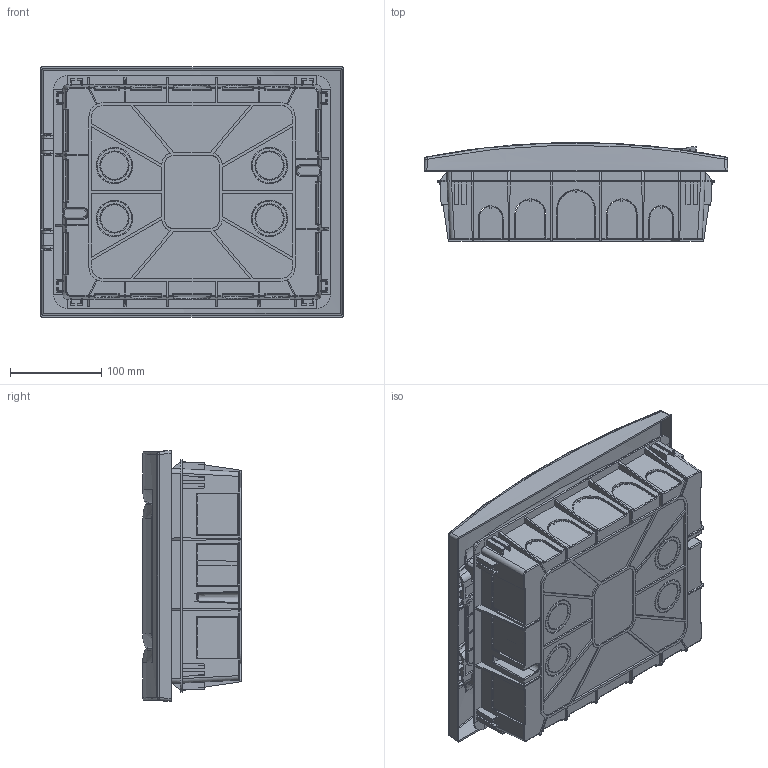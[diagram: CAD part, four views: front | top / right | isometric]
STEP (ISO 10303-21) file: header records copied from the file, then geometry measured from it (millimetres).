
FILE_DESCRIPTION (( 'STEP AP203' ), '1' );
FILE_NAME ('81512.STEP', '2016-01-13T12:27:30', ( '1' ), ( '' ), 'SwSTEP 2.0', 'SolidWorks 2012', '' );
FILE_SCHEMA (( 'CONFIG_CONTROL_DESIGN' ));
Length unit declared in the file: millimetre
Products named in the file (14): 81512; _PABLO_IP40_INC_12_ASM_COMPLETO; MSBR-8-2; MSBR-7-2; MSBR-6-2; MSBR-5-2; MSBR-4-3; MSBR-3-3; MSBR-2-3; MSBR-13; MSBR-12; MSBR-11; MSBR-10; MSBR-1-3
Assembly tree (13 placements, depth 2):
  81512
    MSBR-1-3
    MSBR-10
    MSBR-11
    MSBR-12
    MSBR-13
    MSBR-2-3
    MSBR-3-3
    MSBR-4-3
    MSBR-5-2
    MSBR-6-2
    MSBR-7-2
    MSBR-8-2
    _PABLO_IP40_INC_12_ASM_COMPLETO
Bounding box: 333 x 108.33 x 275 mm (x, y, z)
Volume: 721836.5 mm3; surface area: 849748 mm2
Topology: 12 solids, 17 shells, 3445 faces, 9641 edges, 6216 vertices
Faces by surface type: plane 2099, cylinder 883, bspline 286, cone 177
Entity records: 137969 total; most frequent: CARTESIAN_POINT 56450, ORIENTED_EDGE 19234, DIRECTION 12729, EDGE_CURVE 9638, VERTEX_POINT 6216, LINE 5209, VECTOR 5209, AXIS2_PLACEMENT_3D 3760
